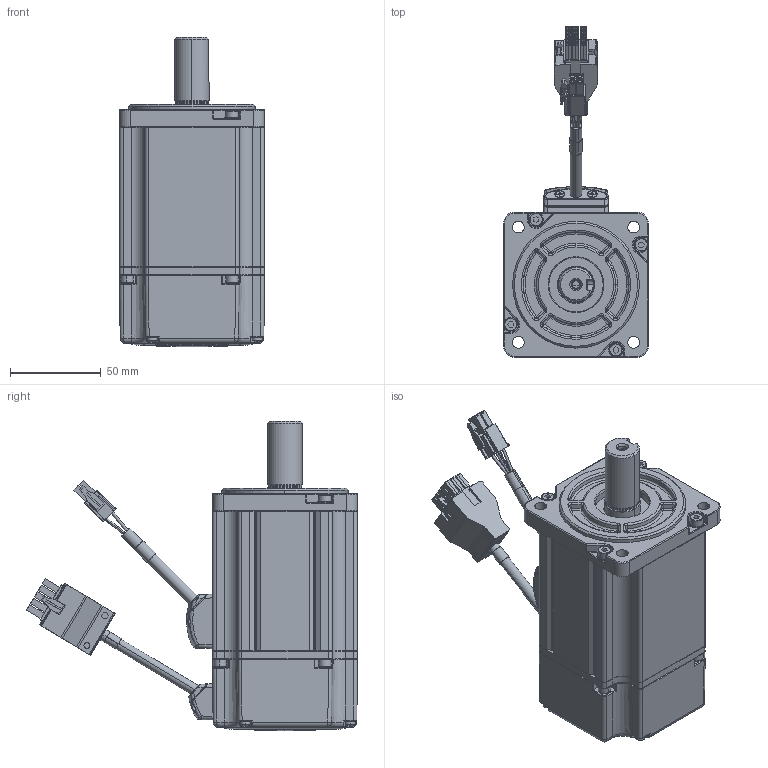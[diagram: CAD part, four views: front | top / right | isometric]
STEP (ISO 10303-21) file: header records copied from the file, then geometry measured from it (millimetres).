
FILE_DESCRIPTION (( 'STEP AP203' ), '1' );
FILE_NAME ('80-750W.STEP', '2015-05-07T07:35:41', ( '' ), ( '' ), 'SwSTEP 2.0', 'SolidWorks 2012', '' );
FILE_SCHEMA (( 'CONFIG_CONTROL_DESIGN' ));
Products named in the file (1): 80-750W
Bounding box: 80 x 182.67 x 170.8 mm (x, y, z)
Surface area: 83582.1 mm2 (no closed solid volume)
Topology: 0 solids, 57 shells, 1267 faces, 3687 edges, 2451 vertices
Faces by surface type: plane 531, cylinder 362, bspline 132, cone 104, torus 97, sphere 41
Entity records: 47346 total; most frequent: CARTESIAN_POINT 14678, DIRECTION 6835, ORIENTED_EDGE 6321, EDGE_CURVE 3674, VERTEX_POINT 2451, AXIS2_PLACEMENT_3D 2396, LINE 2043, VECTOR 2043
